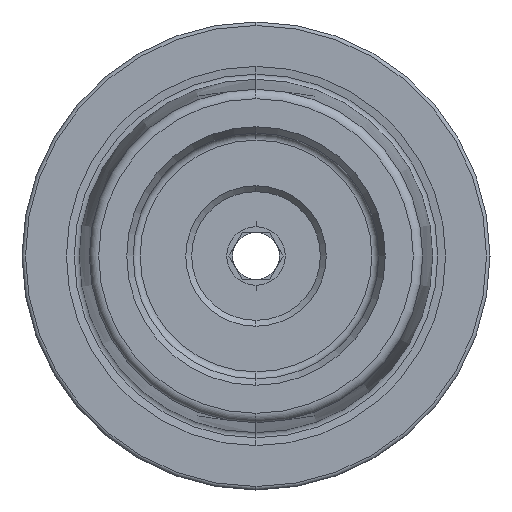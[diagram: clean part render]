
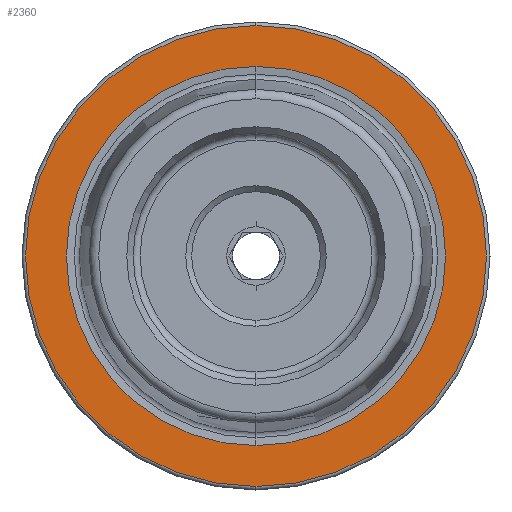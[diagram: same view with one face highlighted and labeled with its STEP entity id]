
A CAD part, left-side view. The second image highlights one B-rep face of the part: STEP entity #2360.
In plain terms, the highlighted planar face has unit normal (-1, 0, 0).
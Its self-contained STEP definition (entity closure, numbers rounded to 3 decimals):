
#481 = DIRECTION ( 'NONE',  ( 0., 0., -1. ) ) ;
#483 = PLANE ( 'NONE',  #3220 ) ;
#484 = CARTESIAN_POINT ( 'NONE',  ( 0., 19.7, 0. ) ) ;
#486 = DIRECTION ( 'NONE',  ( 1., 0., 0. ) ) ;
#1180 = EDGE_CURVE ( 'NONE', #1348, #1347, #1937, .T. ) ;
#1181 = EDGE_CURVE ( 'NONE', #1345, #1340, #1938, .T. ) ;
#1184 = AXIS2_PLACEMENT_3D ( 'NONE', #2896, #2897, #2898 ) ;
#1185 = AXIS2_PLACEMENT_3D ( 'NONE', #2891, #2894, #2895 ) ;
#1281 = EDGE_LOOP ( 'NONE', ( #2562, #2561 ) ) ;
#1306 = EDGE_LOOP ( 'NONE', ( #2564, #2563 ) ) ;
#1340 = VERTEX_POINT ( 'NONE', #1820 ) ;
#1345 = VERTEX_POINT ( 'NONE', #1834 ) ;
#1347 = VERTEX_POINT ( 'NONE', #1839 ) ;
#1348 = VERTEX_POINT ( 'NONE', #1840 ) ;
#1820 = CARTESIAN_POINT ( 'NONE',  ( 0., 0., -16.207 ) ) ;
#1834 = CARTESIAN_POINT ( 'NONE',  ( 0., 0., 16.207 ) ) ;
#1839 = CARTESIAN_POINT ( 'NONE',  ( 0., 0., 19.7 ) ) ;
#1840 = CARTESIAN_POINT ( 'NONE',  ( 0., 0., -19.7 ) ) ;
#1937 = CIRCLE ( 'NONE', #1185, 19.7 ) ;
#1938 = CIRCLE ( 'NONE', #1184, 16.207 ) ;
#2360 = ADVANCED_FACE ( 'NONE', ( #3733, #3730 ), #483, .F. ) ;
#2561 = ORIENTED_EDGE ( 'NONE', *, *, #1180, .T. ) ;
#2562 = ORIENTED_EDGE ( 'NONE', *, *, #3099, .T. ) ;
#2563 = ORIENTED_EDGE ( 'NONE', *, *, #3008, .F. ) ;
#2564 = ORIENTED_EDGE ( 'NONE', *, *, #1181, .F. ) ;
#2891 = CARTESIAN_POINT ( 'NONE',  ( 0., 0., 0. ) ) ;
#2894 = DIRECTION ( 'NONE',  ( -1., 0., 0. ) ) ;
#2895 = DIRECTION ( 'NONE',  ( 0., 0., 1. ) ) ;
#2896 = CARTESIAN_POINT ( 'NONE',  ( 0., 0., 0. ) ) ;
#2897 = DIRECTION ( 'NONE',  ( -1., 0., 0. ) ) ;
#2898 = DIRECTION ( 'NONE',  ( 0., 0., 1. ) ) ;
#3008 = EDGE_CURVE ( 'NONE', #1340, #1345, #3430, .T. ) ;
#3099 = EDGE_CURVE ( 'NONE', #1347, #1348, #3550, .T. ) ;
#3220 = AXIS2_PLACEMENT_3D ( 'NONE', #484, #486, #481 ) ;
#3260 = AXIS2_PLACEMENT_3D ( 'NONE', #3879, #3880, #3881 ) ;
#3324 = AXIS2_PLACEMENT_3D ( 'NONE', #4124, #4125, #4126 ) ;
#3430 = CIRCLE ( 'NONE', #3260, 16.207 ) ;
#3550 = CIRCLE ( 'NONE', #3324, 19.7 ) ;
#3730 = FACE_OUTER_BOUND ( 'NONE', #1281, .T. ) ;
#3733 = FACE_BOUND ( 'NONE', #1306, .T. ) ;
#3879 = CARTESIAN_POINT ( 'NONE',  ( 0., 0., 0. ) ) ;
#3880 = DIRECTION ( 'NONE',  ( -1., 0., 0. ) ) ;
#3881 = DIRECTION ( 'NONE',  ( 0., 0., 1. ) ) ;
#4124 = CARTESIAN_POINT ( 'NONE',  ( 0., 0., 0. ) ) ;
#4125 = DIRECTION ( 'NONE',  ( -1., 0., 0. ) ) ;
#4126 = DIRECTION ( 'NONE',  ( 0., 0., 1. ) ) ;
